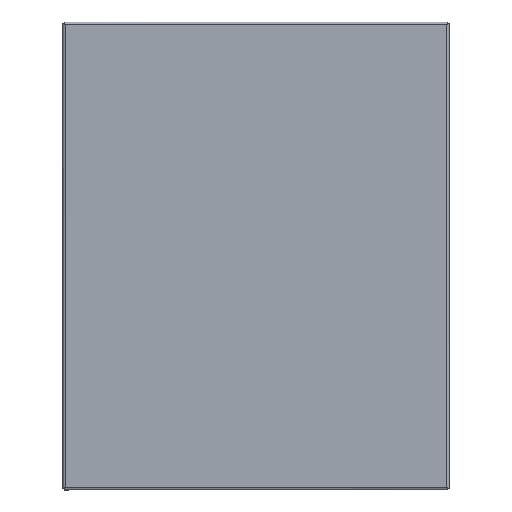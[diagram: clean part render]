
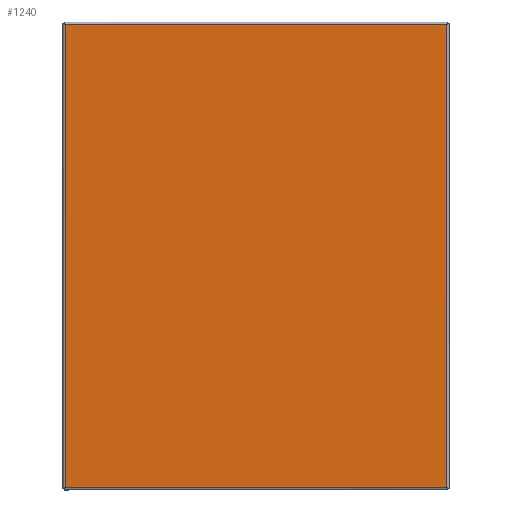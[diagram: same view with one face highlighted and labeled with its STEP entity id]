
A CAD part, top view. The second image highlights one B-rep face of the part: STEP entity #1240.
In plain terms, the highlighted planar face has unit normal (0, 0, 1).
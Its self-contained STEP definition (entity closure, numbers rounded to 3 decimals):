
#14 = ORIENTED_EDGE ( 'NONE', *, *, #1429, .T. ) ;
#50 = EDGE_LOOP ( 'NONE', ( #1385, #1682, #14, #1828 ) ) ;
#103 = VECTOR ( 'NONE', #408, 1000. ) ;
#156 = CARTESIAN_POINT ( 'NONE',  ( 0., 0., 0. ) ) ;
#169 = DIRECTION ( 'NONE',  ( 0., 0., 1. ) ) ;
#243 = CARTESIAN_POINT ( 'NONE',  ( -203.5, 2744.5, 0. ) ) ;
#358 = CARTESIAN_POINT ( 'NONE',  ( 203.5, 247., 0. ) ) ;
#401 = DIRECTION ( 'NONE',  ( 0., -1., 0. ) ) ;
#408 = DIRECTION ( 'NONE',  ( 0., 1., 0. ) ) ;
#414 = EDGE_CURVE ( 'NONE', #876, #1506, #1754, .T. ) ;
#543 = CARTESIAN_POINT ( 'NONE',  ( -203.5, -247., 0. ) ) ;
#544 = LINE ( 'NONE', #243, #964 ) ;
#572 = CARTESIAN_POINT ( 'NONE',  ( 203.5, -247., 0. ) ) ;
#645 = LINE ( 'NONE', #2070, #103 ) ;
#658 = PLANE ( 'NONE',  #749 ) ;
#749 = AXIS2_PLACEMENT_3D ( 'NONE', #156, #169, #1670 ) ;
#861 = LINE ( 'NONE', #2039, #1698 ) ;
#865 = VECTOR ( 'NONE', #2042, 1000. ) ;
#876 = VERTEX_POINT ( 'NONE', #543 ) ;
#940 = FACE_OUTER_BOUND ( 'NONE', #50, .T. ) ;
#964 = VECTOR ( 'NONE', #401, 1000. ) ;
#1229 = CARTESIAN_POINT ( 'NONE',  ( -203.5, 247., 0. ) ) ;
#1240 = ADVANCED_FACE ( 'NONE', ( #940 ), #658, .T. ) ;
#1385 = ORIENTED_EDGE ( 'NONE', *, *, #414, .T. ) ;
#1429 = EDGE_CURVE ( 'NONE', #2016, #2009, #861, .T. ) ;
#1506 = VERTEX_POINT ( 'NONE', #572 ) ;
#1552 = DIRECTION ( 'NONE',  ( -1., 0., 0. ) ) ;
#1670 = DIRECTION ( 'NONE',  ( 1., 0., 0. ) ) ;
#1682 = ORIENTED_EDGE ( 'NONE', *, *, #2105, .T. ) ;
#1698 = VECTOR ( 'NONE', #1552, 1000. ) ;
#1737 = CARTESIAN_POINT ( 'NONE',  ( -2701., -247., 0. ) ) ;
#1754 = LINE ( 'NONE', #1737, #865 ) ;
#1828 = ORIENTED_EDGE ( 'NONE', *, *, #2094, .T. ) ;
#2009 = VERTEX_POINT ( 'NONE', #1229 ) ;
#2016 = VERTEX_POINT ( 'NONE', #358 ) ;
#2039 = CARTESIAN_POINT ( 'NONE',  ( 2701., 247., 0. ) ) ;
#2042 = DIRECTION ( 'NONE',  ( 1., 0., 0. ) ) ;
#2070 = CARTESIAN_POINT ( 'NONE',  ( 203.5, -2744.5, 0. ) ) ;
#2094 = EDGE_CURVE ( 'NONE', #2009, #876, #544, .T. ) ;
#2105 = EDGE_CURVE ( 'NONE', #1506, #2016, #645, .T. ) ;
